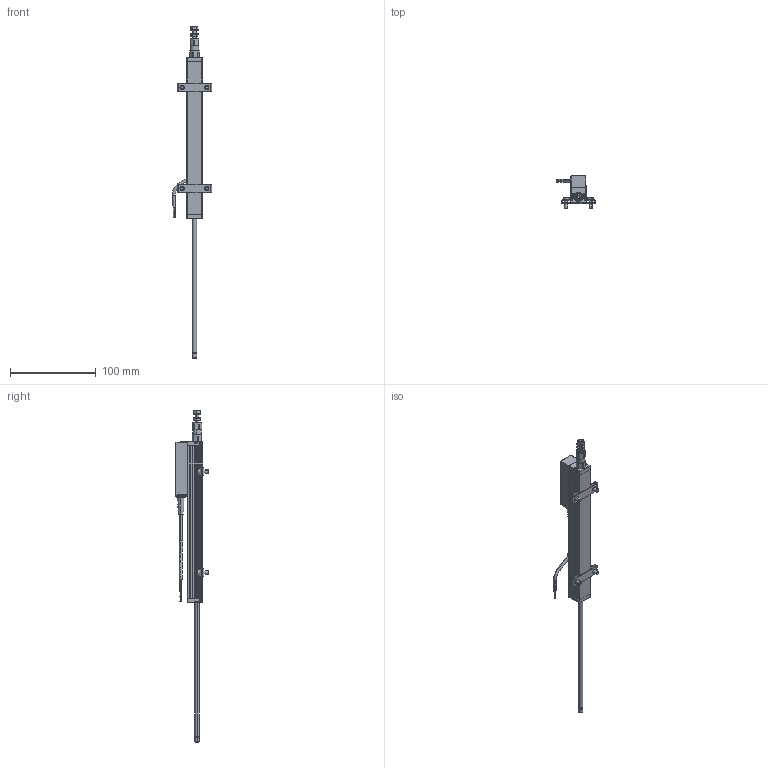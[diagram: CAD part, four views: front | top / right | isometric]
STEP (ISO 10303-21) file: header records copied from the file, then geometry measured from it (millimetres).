
FILE_DESCRIPTION (( 'STEP AP214' ), '1' );
FILE_NAME ('LS1-0150-cable-retract.step', '2012-06-13T13:40:43', ( 'dummy' ), ( '' ), 'SwSTEP 2.0', 'SolidWorks 2011', '' );
FILE_SCHEMA (( 'AUTOMOTIVE_DESIGN' ));
Length unit declared in the file: millimetre
Products named in the file (1): LS1-0150-cable-retract
Bounding box: 45.92 x 38.78 x 388 mm (x, y, z)
Surface area: 29867.8 mm2 (no closed solid volume)
Topology: 0 solids, 65 shells, 542 faces, 2254 edges, 1749 vertices
Faces by surface type: plane 256, cylinder 187, cone 80, torus 9, sphere 5, bspline 5
Entity records: 33929 total; most frequent: CARTESIAN_POINT 10226, DIRECTION 3597, ORIENTED_EDGE 3106, EDGE_CURVE 2252, VERTEX_POINT 1749, AXIS2_PLACEMENT_3D 1220, VECTOR 1157, LINE 1157
